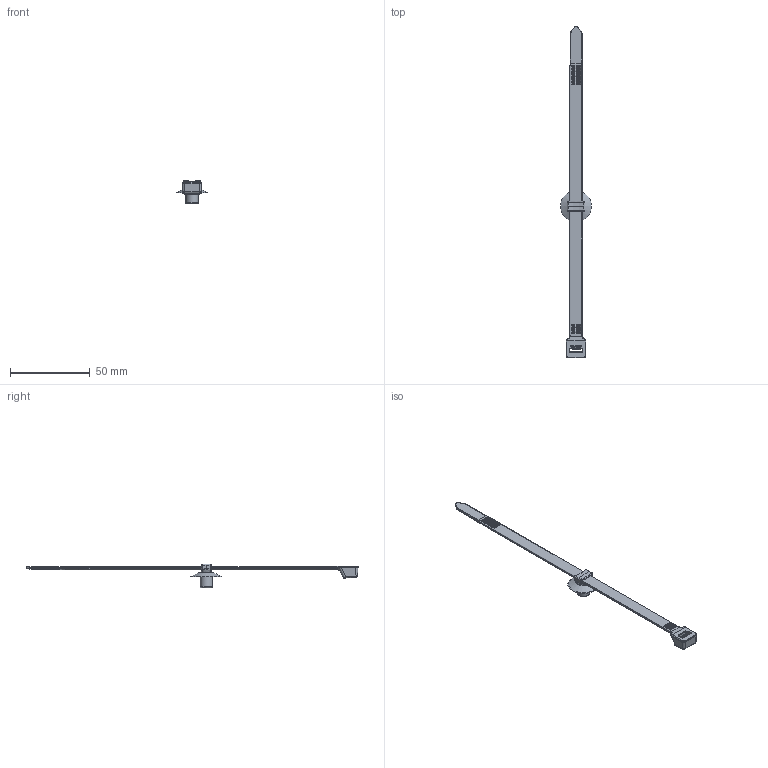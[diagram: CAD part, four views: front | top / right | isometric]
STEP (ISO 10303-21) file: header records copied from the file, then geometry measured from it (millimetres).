
FILE_DESCRIPTION(/* description */ (''),/* implementation_level */ '2;1');
FILE_NAME(/* name */ 'PUM-071-2S.stp',/* time_stamp */ '2018-09-06T15:39:57-04:00',/* author */ (''),/* organization */ (''),/* preprocessor_version */ 'ST-DEVELOPER v16',/* originating_system */ 'SIEMENS PLM Software NX 11.0',/* authorisation */ '');
FILE_SCHEMA (('AP203_CONFIGURATION_CONTROLLED_3D_DESIGN_OF_MECHANICAL_PARTS_AND_ASSEMBLIES_MIM_LF { 1 0 10303 403 2 1 2}'));
Length unit declared in the file: inch
Products named in the file (3): W10595AB_01-FPLT4H_DWG_MODEL; G03151BC_10-PUM-925-M30; G03597AC_02-PUM-925-3H
Assembly tree (2 placements, depth 2):
  G03597AC_02-PUM-925-3H
    G03151BC_10-PUM-925-M30
    W10595AB_01-FPLT4H_DWG_MODEL
Bounding box: 19.5 x 208.23 x 14.77 mm (x, y, z)
Volume: 4113.7 mm3; surface area: 5372.1 mm2
Topology: 2 solids, 2 shells, 590 faces, 1469 edges, 894 vertices
Faces by surface type: plane 287, cylinder 182, bspline 80, torus 21, sphere 12, cone 8
Full cylindrical faces by diameter (mm): 4.762 x1, 7.62 x1
Entity records: 21859 total; most frequent: CARTESIAN_POINT 4761, ORIENTED_EDGE 2888, DIRECTION 2855, EDGE_CURVE 1444, AXIS2_PLACEMENT_3D 1010, VERTEX_POINT 889, LINE 835, VECTOR 835
